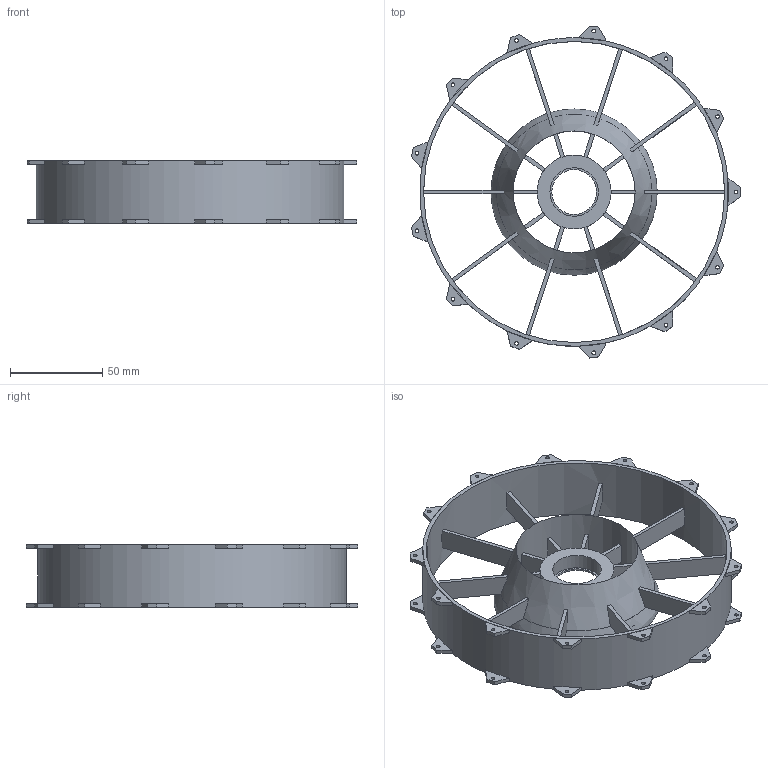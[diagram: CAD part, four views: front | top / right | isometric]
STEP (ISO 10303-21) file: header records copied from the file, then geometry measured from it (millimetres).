
FILE_DESCRIPTION(('FreeCAD Model'),'2;1');
FILE_NAME('Open CASCADE Shape Model','2024-05-12T01:16:10',('Author'),( ''),'Open CASCADE STEP processor 7.6','FreeCAD','Unknown');
FILE_SCHEMA(('AUTOMOTIVE_DESIGN { 1 0 10303 214 1 1 1 1 }'));
Length unit declared in the file: millimetre
Products named in the file (2): Front-Housing; Body052
Assembly tree (1 placements, depth 2):
  Front-Housing
    Body052
Bounding box: 178.3 x 179.61 x 34 mm (x, y, z)
Volume: 94265.1 mm3; surface area: 83666.7 mm2
Topology: 1 solids, 1 shells, 447 faces, 1097 edges, 638 vertices
Faces by surface type: plane 379, cylinder 53, cone 14, revolution 1
Full cylindrical faces by diameter (mm): 2 x35, 24.2 x1, 26.2 x1, 66 x1, 85.976 x1, 87.976 x1, 163 x1, 167 x1
Entity records: 13239 total; most frequent: DIRECTION 2454, ORIENTED_EDGE 2194, CARTESIAN_POINT 2189, EDGE_CURVE 1097, AXIS2_PLACEMENT_3D 909, VERTEX_POINT 638, LINE 635, VECTOR 635
